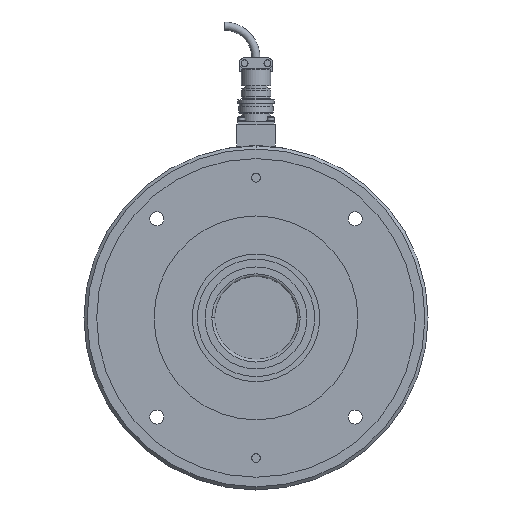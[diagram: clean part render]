
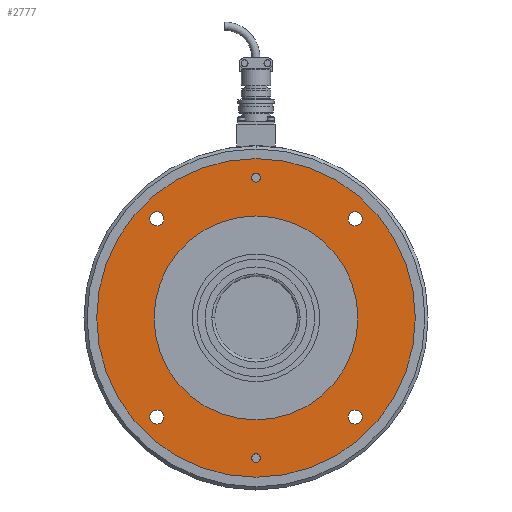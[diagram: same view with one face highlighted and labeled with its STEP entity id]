
A CAD part, left-side view. The second image highlights one B-rep face of the part: STEP entity #2777.
In plain terms, the highlighted face is planar.
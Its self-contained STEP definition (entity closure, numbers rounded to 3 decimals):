
#2193=CARTESIAN_POINT('',(3.1,80.0,0.0));
#2194=VERTEX_POINT('',#2193);
#2210=CARTESIAN_POINT('',(3.1,-80.0,0.));
#2211=VERTEX_POINT('',#2210);
#2218=CARTESIAN_POINT('',(3.1,0.0,0.0));
#2219=DIRECTION('',(1.0,0.0,0.0));
#2220=DIRECTION('',(0.0,1.0,0.0));
#2221=AXIS2_PLACEMENT_3D('',#2218,#2219,#2220);
#2222=CIRCLE('',#2221,80.0);
#2223=EDGE_CURVE('',#2211,#2194,#2222,.T.);
#2233=CARTESIAN_POINT('',(3.1,125.0,0.0));
#2234=VERTEX_POINT('',#2233);
#2243=CARTESIAN_POINT('',(3.1,-125.0,0.));
#2244=VERTEX_POINT('',#2243);
#2245=CARTESIAN_POINT('',(3.1,0.0,0.0));
#2246=DIRECTION('',(1.0,0.0,0.0));
#2247=DIRECTION('',(0.0,1.0,0.0));
#2248=AXIS2_PLACEMENT_3D('',#2245,#2246,#2247);
#2249=CIRCLE('',#2248,125.0);
#2250=EDGE_CURVE('',#2244,#2234,#2249,.T.);
#2275=CARTESIAN_POINT('',(3.1,-77.782,72.282));
#2276=VERTEX_POINT('',#2275);
#2285=CARTESIAN_POINT('',(3.1,-77.782,83.282));
#2286=VERTEX_POINT('',#2285);
#2287=CARTESIAN_POINT('',(3.1,-77.782,77.782));
#2288=DIRECTION('',(-1.0,0.0,0.0));
#2289=DIRECTION('',(0.0,0.0,-1.0));
#2290=AXIS2_PLACEMENT_3D('',#2287,#2288,#2289);
#2291=CIRCLE('',#2290,5.5);
#2292=EDGE_CURVE('',#2286,#2276,#2291,.T.);
#2317=CARTESIAN_POINT('',(3.1,0.,106.544));
#2318=VERTEX_POINT('',#2317);
#2327=CARTESIAN_POINT('',(3.1,0.,113.456));
#2328=VERTEX_POINT('',#2327);
#2329=CARTESIAN_POINT('',(3.1,0.,110.0));
#2330=DIRECTION('',(-1.0,0.0,0.0));
#2331=DIRECTION('',(0.0,0.0,-1.0));
#2332=AXIS2_PLACEMENT_3D('',#2329,#2330,#2331);
#2333=CIRCLE('',#2332,3.456);
#2334=EDGE_CURVE('',#2328,#2318,#2333,.T.);
#2359=CARTESIAN_POINT('',(3.1,-72.282,-77.782));
#2360=VERTEX_POINT('',#2359);
#2369=CARTESIAN_POINT('',(3.1,-83.282,-77.782));
#2370=VERTEX_POINT('',#2369);
#2371=CARTESIAN_POINT('',(3.1,-77.782,-77.782));
#2372=DIRECTION('',(-1.0,0.0,0.0));
#2373=DIRECTION('',(0.0,1.0,0.0));
#2374=AXIS2_PLACEMENT_3D('',#2371,#2372,#2373);
#2375=CIRCLE('',#2374,5.5);
#2376=EDGE_CURVE('',#2370,#2360,#2375,.T.);
#2401=CARTESIAN_POINT('',(3.1,77.782,-72.282));
#2402=VERTEX_POINT('',#2401);
#2411=CARTESIAN_POINT('',(3.1,77.782,-83.282));
#2412=VERTEX_POINT('',#2411);
#2413=CARTESIAN_POINT('',(3.1,77.782,-77.782));
#2414=DIRECTION('',(-1.0,0.0,0.0));
#2415=DIRECTION('',(0.0,0.0,1.0));
#2416=AXIS2_PLACEMENT_3D('',#2413,#2414,#2415);
#2417=CIRCLE('',#2416,5.5);
#2418=EDGE_CURVE('',#2412,#2402,#2417,.T.);
#2443=CARTESIAN_POINT('',(3.1,72.282,77.782));
#2444=VERTEX_POINT('',#2443);
#2453=CARTESIAN_POINT('',(3.1,83.282,77.782));
#2454=VERTEX_POINT('',#2453);
#2455=CARTESIAN_POINT('',(3.1,77.782,77.782));
#2456=DIRECTION('',(-1.0,0.0,0.0));
#2457=DIRECTION('',(0.0,-1.0,0.0));
#2458=AXIS2_PLACEMENT_3D('',#2455,#2456,#2457);
#2459=CIRCLE('',#2458,5.5);
#2460=EDGE_CURVE('',#2454,#2444,#2459,.T.);
#2485=CARTESIAN_POINT('',(3.1,0.,-106.544));
#2486=VERTEX_POINT('',#2485);
#2495=CARTESIAN_POINT('',(3.1,0.,-113.456));
#2496=VERTEX_POINT('',#2495);
#2497=CARTESIAN_POINT('',(3.1,0.,-110.0));
#2498=DIRECTION('',(-1.0,0.0,0.0));
#2499=DIRECTION('',(0.0,0.0,1.0));
#2500=AXIS2_PLACEMENT_3D('',#2497,#2498,#2499);
#2501=CIRCLE('',#2500,3.456);
#2502=EDGE_CURVE('',#2496,#2486,#2501,.T.);
#2536=CARTESIAN_POINT('',(3.1,0.,-110.0));
#2537=DIRECTION('',(-1.0,0.0,0.0));
#2538=DIRECTION('',(0.0,0.0,1.0));
#2539=AXIS2_PLACEMENT_3D('',#2536,#2537,#2538);
#2540=CIRCLE('',#2539,3.456);
#2541=EDGE_CURVE('',#2486,#2496,#2540,.T.);
#2560=CARTESIAN_POINT('',(3.1,77.782,77.782));
#2561=DIRECTION('',(-1.0,0.0,0.0));
#2562=DIRECTION('',(0.0,-1.0,0.0));
#2563=AXIS2_PLACEMENT_3D('',#2560,#2561,#2562);
#2564=CIRCLE('',#2563,5.5);
#2565=EDGE_CURVE('',#2444,#2454,#2564,.T.);
#2584=CARTESIAN_POINT('',(3.1,77.782,-77.782));
#2585=DIRECTION('',(-1.0,0.0,0.0));
#2586=DIRECTION('',(0.0,0.0,1.0));
#2587=AXIS2_PLACEMENT_3D('',#2584,#2585,#2586);
#2588=CIRCLE('',#2587,5.5);
#2589=EDGE_CURVE('',#2402,#2412,#2588,.T.);
#2608=CARTESIAN_POINT('',(3.1,-77.782,-77.782));
#2609=DIRECTION('',(-1.0,0.0,0.0));
#2610=DIRECTION('',(0.0,1.0,0.0));
#2611=AXIS2_PLACEMENT_3D('',#2608,#2609,#2610);
#2612=CIRCLE('',#2611,5.5);
#2613=EDGE_CURVE('',#2360,#2370,#2612,.T.);
#2632=CARTESIAN_POINT('',(3.1,0.,110.0));
#2633=DIRECTION('',(-1.0,0.0,0.0));
#2634=DIRECTION('',(0.0,0.0,-1.0));
#2635=AXIS2_PLACEMENT_3D('',#2632,#2633,#2634);
#2636=CIRCLE('',#2635,3.456);
#2637=EDGE_CURVE('',#2318,#2328,#2636,.T.);
#2656=CARTESIAN_POINT('',(3.1,-77.782,77.782));
#2657=DIRECTION('',(-1.0,0.0,0.0));
#2658=DIRECTION('',(0.0,0.0,-1.0));
#2659=AXIS2_PLACEMENT_3D('',#2656,#2657,#2658);
#2660=CIRCLE('',#2659,5.5);
#2661=EDGE_CURVE('',#2276,#2286,#2660,.T.);
#2724=CARTESIAN_POINT('',(3.1,0.0,0.0));
#2725=DIRECTION('',(1.0,0.0,0.0));
#2726=DIRECTION('',(0.0,1.0,0.0));
#2727=AXIS2_PLACEMENT_3D('',#2724,#2725,#2726);
#2728=CIRCLE('',#2727,125.0);
#2729=EDGE_CURVE('',#2234,#2244,#2728,.T.);
#2734=CARTESIAN_POINT('',(3.1,-137.5,137.5));
#2735=DIRECTION('',(1.0,0.0,0.0));
#2736=DIRECTION('',(0.0,0.0,-1.0));
#2737=AXIS2_PLACEMENT_3D('',#2734,#2735,#2736);
#2738=PLANE('',#2737);
#2739=ORIENTED_EDGE('',*,*,#2729,.T.);
#2740=ORIENTED_EDGE('',*,*,#2250,.T.);
#2741=EDGE_LOOP('',(#2739,#2740));
#2742=FACE_OUTER_BOUND('',#2741,.T.);
#2743=ORIENTED_EDGE('',*,*,#2541,.T.);
#2744=ORIENTED_EDGE('',*,*,#2502,.T.);
#2745=EDGE_LOOP('',(#2743,#2744));
#2746=FACE_BOUND('',#2745,.T.);
#2747=ORIENTED_EDGE('',*,*,#2565,.T.);
#2748=ORIENTED_EDGE('',*,*,#2460,.T.);
#2749=EDGE_LOOP('',(#2747,#2748));
#2750=FACE_BOUND('',#2749,.T.);
#2751=ORIENTED_EDGE('',*,*,#2589,.T.);
#2752=ORIENTED_EDGE('',*,*,#2418,.T.);
#2753=EDGE_LOOP('',(#2751,#2752));
#2754=FACE_BOUND('',#2753,.T.);
#2755=ORIENTED_EDGE('',*,*,#2613,.T.);
#2756=ORIENTED_EDGE('',*,*,#2376,.T.);
#2757=EDGE_LOOP('',(#2755,#2756));
#2758=FACE_BOUND('',#2757,.T.);
#2759=ORIENTED_EDGE('',*,*,#2637,.T.);
#2760=ORIENTED_EDGE('',*,*,#2334,.T.);
#2761=EDGE_LOOP('',(#2759,#2760));
#2762=FACE_BOUND('',#2761,.T.);
#2763=ORIENTED_EDGE('',*,*,#2661,.T.);
#2764=ORIENTED_EDGE('',*,*,#2292,.T.);
#2765=EDGE_LOOP('',(#2763,#2764));
#2766=FACE_BOUND('',#2765,.T.);
#2767=CARTESIAN_POINT('',(3.1,0.0,0.0));
#2768=DIRECTION('',(1.0,0.0,0.0));
#2769=DIRECTION('',(0.0,1.0,0.0));
#2770=AXIS2_PLACEMENT_3D('',#2767,#2768,#2769);
#2771=CIRCLE('',#2770,80.0);
#2772=EDGE_CURVE('',#2194,#2211,#2771,.T.);
#2773=ORIENTED_EDGE('',*,*,#2772,.F.);
#2774=ORIENTED_EDGE('',*,*,#2223,.F.);
#2775=EDGE_LOOP('',(#2773,#2774));
#2776=FACE_BOUND('',#2775,.T.);
#2777=ADVANCED_FACE('',(#2742,#2746,#2750,#2754,#2758,#2762,#2766,#2776),#2738,.T.);
